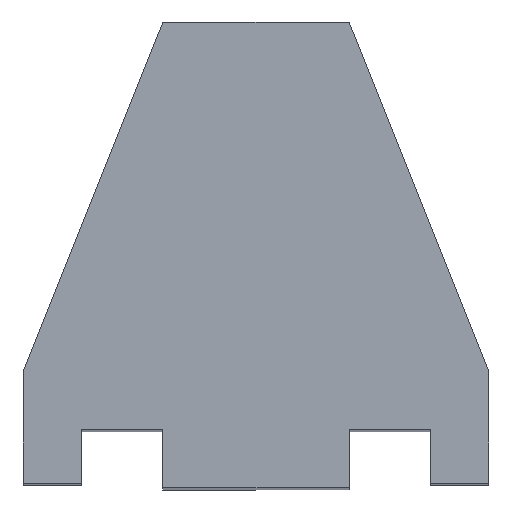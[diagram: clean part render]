
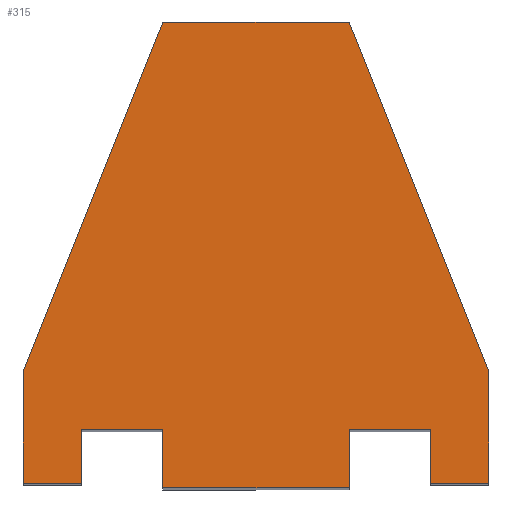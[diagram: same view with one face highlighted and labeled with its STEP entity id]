
A CAD part, top view. The second image highlights one B-rep face of the part: STEP entity #315.
In plain terms, the highlighted planar face has unit normal (0, 0, 1).
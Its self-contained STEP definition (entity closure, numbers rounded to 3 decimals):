
#29=FACE_OUTER_BOUND('',#45,.T.);
#45=EDGE_LOOP('',(#257,#258,#259,#260,#261,#262,#263,#264,#265,#266,#267,
#268,#269,#270));
#47=LINE('',#433,#89);
#51=LINE('',#441,#93);
#54=LINE('',#447,#96);
#57=LINE('',#453,#99);
#60=LINE('',#459,#102);
#63=LINE('',#465,#105);
#66=LINE('',#471,#108);
#69=LINE('',#477,#111);
#72=LINE('',#483,#114);
#75=LINE('',#489,#117);
#78=LINE('',#495,#120);
#81=LINE('',#501,#123);
#84=LINE('',#507,#126);
#87=LINE('',#512,#129);
#89=VECTOR('',#357,10.);
#93=VECTOR('',#363,10.);
#96=VECTOR('',#368,10.);
#99=VECTOR('',#373,10.);
#102=VECTOR('',#378,10.);
#105=VECTOR('',#383,10.);
#108=VECTOR('',#388,10.);
#111=VECTOR('',#393,10.);
#114=VECTOR('',#398,10.);
#117=VECTOR('',#403,10.);
#120=VECTOR('',#408,10.);
#123=VECTOR('',#413,10.);
#126=VECTOR('',#418,10.);
#129=VECTOR('',#423,10.);
#131=VERTEX_POINT('',#431);
#132=VERTEX_POINT('',#432);
#135=VERTEX_POINT('',#440);
#137=VERTEX_POINT('',#446);
#139=VERTEX_POINT('',#452);
#141=VERTEX_POINT('',#458);
#143=VERTEX_POINT('',#464);
#145=VERTEX_POINT('',#470);
#147=VERTEX_POINT('',#476);
#149=VERTEX_POINT('',#482);
#151=VERTEX_POINT('',#488);
#153=VERTEX_POINT('',#494);
#155=VERTEX_POINT('',#500);
#157=VERTEX_POINT('',#506);
#159=EDGE_CURVE('',#131,#132,#47,.T.);
#163=EDGE_CURVE('',#132,#135,#51,.T.);
#166=EDGE_CURVE('',#135,#137,#54,.T.);
#169=EDGE_CURVE('',#137,#139,#57,.T.);
#172=EDGE_CURVE('',#139,#141,#60,.T.);
#175=EDGE_CURVE('',#141,#143,#63,.T.);
#178=EDGE_CURVE('',#143,#145,#66,.T.);
#181=EDGE_CURVE('',#145,#147,#69,.T.);
#184=EDGE_CURVE('',#147,#149,#72,.T.);
#187=EDGE_CURVE('',#149,#151,#75,.T.);
#190=EDGE_CURVE('',#151,#153,#78,.T.);
#193=EDGE_CURVE('',#153,#155,#81,.T.);
#196=EDGE_CURVE('',#155,#157,#84,.T.);
#199=EDGE_CURVE('',#157,#131,#87,.T.);
#257=ORIENTED_EDGE('',*,*,#199,.T.);
#258=ORIENTED_EDGE('',*,*,#159,.T.);
#259=ORIENTED_EDGE('',*,*,#163,.T.);
#260=ORIENTED_EDGE('',*,*,#166,.T.);
#261=ORIENTED_EDGE('',*,*,#169,.T.);
#262=ORIENTED_EDGE('',*,*,#172,.T.);
#263=ORIENTED_EDGE('',*,*,#175,.T.);
#264=ORIENTED_EDGE('',*,*,#178,.T.);
#265=ORIENTED_EDGE('',*,*,#181,.T.);
#266=ORIENTED_EDGE('',*,*,#184,.T.);
#267=ORIENTED_EDGE('',*,*,#187,.T.);
#268=ORIENTED_EDGE('',*,*,#190,.T.);
#269=ORIENTED_EDGE('',*,*,#193,.T.);
#270=ORIENTED_EDGE('',*,*,#196,.T.);
#299=PLANE('',#351);
#315=ADVANCED_FACE('',(#29),#299,.T.);
#351=AXIS2_PLACEMENT_3D('',#514,#425,#426);
#357=DIRECTION('',(1.,0.,0.));
#363=DIRECTION('',(0.,1.,0.));
#368=DIRECTION('',(1.,0.,0.));
#373=DIRECTION('',(0.,-1.,0.));
#378=DIRECTION('',(1.,0.,0.));
#383=DIRECTION('',(0.,1.,0.));
#388=DIRECTION('',(1.,0.,0.));
#393=DIRECTION('',(0.,-1.,0.));
#398=DIRECTION('',(1.,0.,0.));
#403=DIRECTION('',(0.,1.,0.));
#408=DIRECTION('',(-0.371,0.928,0.));
#413=DIRECTION('',(-1.,0.,0.));
#418=DIRECTION('',(-0.371,-0.928,0.));
#423=DIRECTION('',(0.,-1.,0.));
#425=DIRECTION('center_axis',(0.,0.,1.));
#426=DIRECTION('ref_axis',(1.,0.,0.));
#431=CARTESIAN_POINT('',(-10.,0.2,0.));
#432=CARTESIAN_POINT('',(-7.5,0.2,0.));
#433=CARTESIAN_POINT('',(-10.,0.2,0.));
#440=CARTESIAN_POINT('',(-7.5,2.5,0.));
#441=CARTESIAN_POINT('',(-7.5,0.2,0.));
#446=CARTESIAN_POINT('',(-4.,2.5,0.));
#447=CARTESIAN_POINT('',(-7.5,2.5,0.));
#452=CARTESIAN_POINT('',(-4.,0.,0.));
#453=CARTESIAN_POINT('',(-4.,2.5,0.));
#458=CARTESIAN_POINT('',(4.,0.,0.));
#459=CARTESIAN_POINT('',(-4.,0.,0.));
#464=CARTESIAN_POINT('',(4.,2.5,0.));
#465=CARTESIAN_POINT('',(4.,0.,0.));
#470=CARTESIAN_POINT('',(7.5,2.5,0.));
#471=CARTESIAN_POINT('',(4.,2.5,0.));
#476=CARTESIAN_POINT('',(7.5,0.2,0.));
#477=CARTESIAN_POINT('',(7.5,2.5,0.));
#482=CARTESIAN_POINT('',(10.,0.2,0.));
#483=CARTESIAN_POINT('',(7.5,0.2,0.));
#488=CARTESIAN_POINT('',(10.,5.,0.));
#489=CARTESIAN_POINT('',(10.,0.2,0.));
#494=CARTESIAN_POINT('',(4.,20.,0.));
#495=CARTESIAN_POINT('',(10.,5.,0.));
#500=CARTESIAN_POINT('',(-4.,20.,0.));
#501=CARTESIAN_POINT('',(4.,20.,0.));
#506=CARTESIAN_POINT('',(-10.,5.,0.));
#507=CARTESIAN_POINT('',(-4.,20.,0.));
#512=CARTESIAN_POINT('',(-10.,5.,0.));
#514=CARTESIAN_POINT('Origin',(0.,10.,0.));
